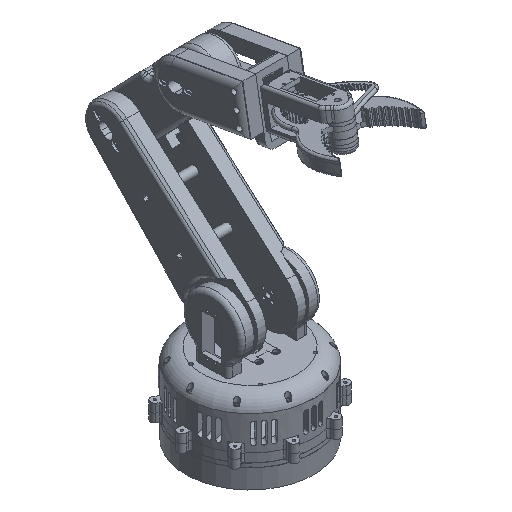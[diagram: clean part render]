
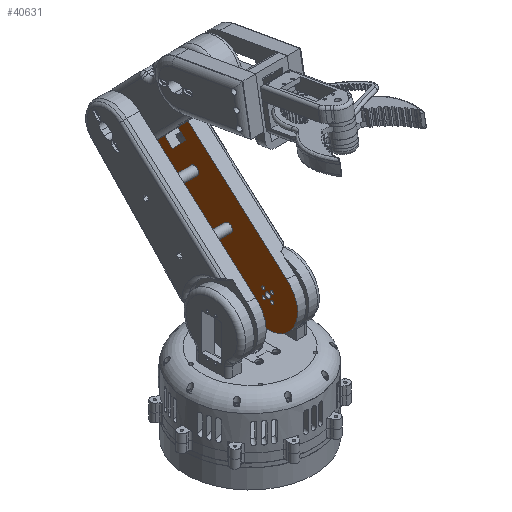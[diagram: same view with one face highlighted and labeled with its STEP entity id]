
A CAD part, isometric view. The second image highlights one B-rep face of the part: STEP entity #40631.
In plain terms, the highlighted planar face has unit normal (-1, 0, 0).
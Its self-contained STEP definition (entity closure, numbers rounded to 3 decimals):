
#851=PLANE('',#45081);
#2678=LINE('',#71735,#5367);
#2679=LINE('',#71738,#5368);
#2680=LINE('',#71745,#5369);
#2681=LINE('',#71747,#5370);
#2682=LINE('',#71749,#5371);
#2683=LINE('',#71750,#5372);
#5367=VECTOR('',#55175,182.316);
#5368=VECTOR('',#55178,182.316);
#5369=VECTOR('',#55183,60.);
#5370=VECTOR('',#55184,23.);
#5371=VECTOR('',#55185,60.);
#5372=VECTOR('',#55186,23.);
#8308=FACE_BOUND('',#12360,.T.);
#8309=FACE_BOUND('',#12361,.T.);
#8310=FACE_BOUND('',#12362,.T.);
#8311=FACE_BOUND('',#12363,.T.);
#8312=FACE_BOUND('',#12364,.T.);
#8313=FACE_BOUND('',#12365,.T.);
#8314=FACE_BOUND('',#12366,.T.);
#8315=FACE_BOUND('',#12367,.T.);
#9802=FACE_OUTER_BOUND('',#12359,.T.);
#12359=EDGE_LOOP('',(#34283,#34284,#34285,#34286));
#12360=EDGE_LOOP('',(#34287));
#12361=EDGE_LOOP('',(#34288));
#12362=EDGE_LOOP('',(#34289,#34290,#34291,#34292));
#12363=EDGE_LOOP('',(#34293));
#12364=EDGE_LOOP('',(#34294));
#12365=EDGE_LOOP('',(#34295));
#12366=EDGE_LOOP('',(#34296));
#12367=EDGE_LOOP('',(#34297));
#15322=CIRCLE('',#45064,3.);
#15324=CIRCLE('',#45067,1.75);
#15326=CIRCLE('',#45070,1.75);
#15328=CIRCLE('',#45073,1.75);
#15330=CIRCLE('',#45076,1.75);
#15333=CIRCLE('',#45080,35.);
#15334=CIRCLE('',#45082,27.5);
#15335=CIRCLE('',#45083,5.125);
#15336=CIRCLE('',#45084,5.125);
#19307=VERTEX_POINT('',#71695);
#19309=VERTEX_POINT('',#71701);
#19311=VERTEX_POINT('',#71707);
#19313=VERTEX_POINT('',#71713);
#19315=VERTEX_POINT('',#71719);
#19319=VERTEX_POINT('',#71728);
#19320=VERTEX_POINT('',#71730);
#19321=VERTEX_POINT('',#71734);
#19322=VERTEX_POINT('',#71736);
#19323=VERTEX_POINT('',#71739);
#19324=VERTEX_POINT('',#71741);
#19325=VERTEX_POINT('',#71743);
#19326=VERTEX_POINT('',#71744);
#19327=VERTEX_POINT('',#71746);
#19328=VERTEX_POINT('',#71748);
#24556=EDGE_CURVE('',#19307,#19307,#15322,.F.);
#24559=EDGE_CURVE('',#19309,#19309,#15324,.F.);
#24562=EDGE_CURVE('',#19311,#19311,#15326,.F.);
#24565=EDGE_CURVE('',#19313,#19313,#15328,.F.);
#24568=EDGE_CURVE('',#19315,#19315,#15330,.F.);
#24573=EDGE_CURVE('',#19320,#19319,#15333,.T.);
#24575=EDGE_CURVE('',#19319,#19321,#2678,.T.);
#24576=EDGE_CURVE('',#19321,#19322,#15334,.T.);
#24577=EDGE_CURVE('',#19322,#19320,#2679,.T.);
#24578=EDGE_CURVE('',#19323,#19323,#15335,.T.);
#24579=EDGE_CURVE('',#19324,#19324,#15336,.T.);
#24580=EDGE_CURVE('',#19325,#19326,#2680,.T.);
#24581=EDGE_CURVE('',#19327,#19325,#2681,.T.);
#24582=EDGE_CURVE('',#19328,#19327,#2682,.T.);
#24583=EDGE_CURVE('',#19326,#19328,#2683,.T.);
#34283=ORIENTED_EDGE('',*,*,#24575,.T.);
#34284=ORIENTED_EDGE('',*,*,#24576,.T.);
#34285=ORIENTED_EDGE('',*,*,#24577,.T.);
#34286=ORIENTED_EDGE('',*,*,#24573,.T.);
#34287=ORIENTED_EDGE('',*,*,#24578,.F.);
#34288=ORIENTED_EDGE('',*,*,#24579,.F.);
#34289=ORIENTED_EDGE('',*,*,#24580,.F.);
#34290=ORIENTED_EDGE('',*,*,#24581,.F.);
#34291=ORIENTED_EDGE('',*,*,#24582,.F.);
#34292=ORIENTED_EDGE('',*,*,#24583,.F.);
#34293=ORIENTED_EDGE('',*,*,#24568,.F.);
#34294=ORIENTED_EDGE('',*,*,#24565,.F.);
#34295=ORIENTED_EDGE('',*,*,#24562,.F.);
#34296=ORIENTED_EDGE('',*,*,#24559,.F.);
#34297=ORIENTED_EDGE('',*,*,#24556,.F.);
#40631=ADVANCED_FACE('',(#9802,#8308,#8309,#8310,#8311,#8312,#8313,#8314,
#8315),#851,.F.);
#45064=AXIS2_PLACEMENT_3D('',#71696,#55132,#55133);
#45067=AXIS2_PLACEMENT_3D('',#71702,#55139,#55140);
#45070=AXIS2_PLACEMENT_3D('',#71708,#55146,#55147);
#45073=AXIS2_PLACEMENT_3D('',#71714,#55153,#55154);
#45076=AXIS2_PLACEMENT_3D('',#71720,#55160,#55161);
#45080=AXIS2_PLACEMENT_3D('',#71731,#55170,#55171);
#45081=AXIS2_PLACEMENT_3D('',#71733,#55173,#55174);
#45082=AXIS2_PLACEMENT_3D('',#71737,#55176,#55177);
#45083=AXIS2_PLACEMENT_3D('',#71740,#55179,#55180);
#45084=AXIS2_PLACEMENT_3D('',#71742,#55181,#55182);
#55132=DIRECTION('center_axis',(1.,0.,0.));
#55133=DIRECTION('ref_axis',(0.,0.,-1.));
#55139=DIRECTION('center_axis',(1.,0.,0.));
#55140=DIRECTION('ref_axis',(0.,0.,-1.));
#55146=DIRECTION('center_axis',(1.,0.,0.));
#55147=DIRECTION('ref_axis',(0.,0.,-1.));
#55153=DIRECTION('center_axis',(1.,0.,0.));
#55154=DIRECTION('ref_axis',(0.,0.,-1.));
#55160=DIRECTION('center_axis',(1.,0.,0.));
#55161=DIRECTION('ref_axis',(0.,0.,-1.));
#55170=DIRECTION('center_axis',(-1.,0.,0.));
#55171=DIRECTION('ref_axis',(0.,0.,1.));
#55173=DIRECTION('center_axis',(1.,0.,0.));
#55174=DIRECTION('ref_axis',(0.,0.,-1.));
#55175=DIRECTION('',(0.,-0.041,-0.999));
#55176=DIRECTION('center_axis',(-1.,0.,0.));
#55177=DIRECTION('ref_axis',(0.,0.,1.));
#55178=DIRECTION('',(0.,-0.041,0.999));
#55179=DIRECTION('center_axis',(-1.,0.,0.));
#55180=DIRECTION('ref_axis',(0.,0.,1.));
#55181=DIRECTION('center_axis',(-1.,0.,0.));
#55182=DIRECTION('ref_axis',(0.,0.,1.));
#55183=DIRECTION('',(0.,0.,-1.));
#55184=DIRECTION('',(0.,1.,0.));
#55185=DIRECTION('',(0.,0.,1.));
#55186=DIRECTION('',(0.,-1.,0.));
#71695=CARTESIAN_POINT('',(0.,0.,3.));
#71696=CARTESIAN_POINT('Origin',(0.,0.,0.));
#71701=CARTESIAN_POINT('',(0.,0.,8.75));
#71702=CARTESIAN_POINT('Origin',(0.,0.,7.));
#71707=CARTESIAN_POINT('',(0.,0.,-5.25));
#71708=CARTESIAN_POINT('Origin',(0.,0.,-7.));
#71713=CARTESIAN_POINT('',(0.,-7.,1.75));
#71714=CARTESIAN_POINT('Origin',(0.,-7.,0.));
#71719=CARTESIAN_POINT('',(0.,7.,1.75));
#71720=CARTESIAN_POINT('Origin',(0.,7.,0.));
#71728=CARTESIAN_POINT('',(0.,34.885,-2.833));
#71730=CARTESIAN_POINT('',(0.,-34.885,-2.833));
#71731=CARTESIAN_POINT('Origin',(0.,0.,0.));
#71733=CARTESIAN_POINT('Origin',(0.,0.,0.));
#71734=CARTESIAN_POINT('',(0.,27.5,-185.));
#71735=CARTESIAN_POINT('',(0.,34.885,-2.833));
#71736=CARTESIAN_POINT('',(0.,-27.5,-185.));
#71737=CARTESIAN_POINT('Origin',(0.,0.,-185.));
#71738=CARTESIAN_POINT('',(0.,-27.5,-185.));
#71739=CARTESIAN_POINT('',(0.,0.,-125.125));
#71740=CARTESIAN_POINT('Origin',(0.,0.,-120.));
#71741=CARTESIAN_POINT('',(0.,0.,-70.125));
#71742=CARTESIAN_POINT('Origin',(0.,0.,-65.));
#71743=CARTESIAN_POINT('',(0.,11.5,-145.));
#71744=CARTESIAN_POINT('',(0.,11.5,-205.));
#71745=CARTESIAN_POINT('',(0.,11.5,-145.));
#71746=CARTESIAN_POINT('',(0.,-11.5,-145.));
#71747=CARTESIAN_POINT('',(0.,-11.5,-145.));
#71748=CARTESIAN_POINT('',(0.,-11.5,-205.));
#71749=CARTESIAN_POINT('',(0.,-11.5,-205.));
#71750=CARTESIAN_POINT('',(0.,11.5,-205.));
